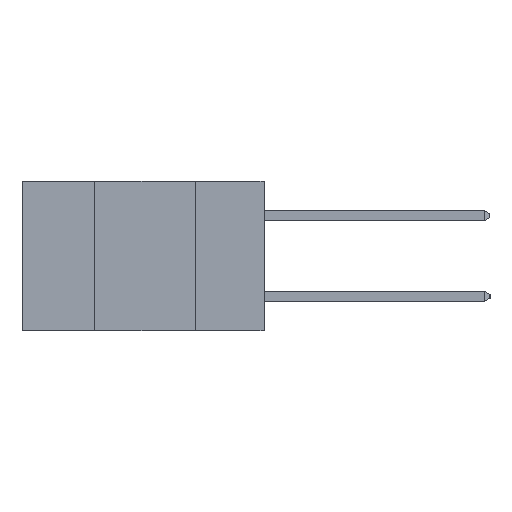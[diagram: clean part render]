
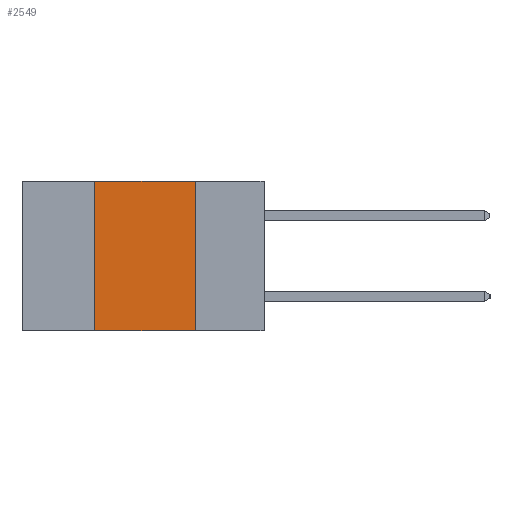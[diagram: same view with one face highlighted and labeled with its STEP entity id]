
A CAD part, left-side view. The second image highlights one B-rep face of the part: STEP entity #2549.
In plain terms, the highlighted planar face has unit normal (-1, 0, 0).
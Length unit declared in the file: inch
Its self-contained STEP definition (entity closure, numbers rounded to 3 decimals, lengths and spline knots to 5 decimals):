
#6 = PLANE ( 'NONE',  #2431 ) ;
#17 = DIRECTION ( 'NONE',  ( 1., 0., 0. ) ) ;
#417 = CARTESIAN_POINT ( 'NONE',  ( 0., 0.6, 0. ) ) ;
#681 = EDGE_LOOP ( 'NONE', ( #8991, #12231, #4141, #4849 ) ) ;
#898 = CARTESIAN_POINT ( 'NONE',  ( 0., 0.6, 0. ) ) ;
#1112 = LINE ( 'NONE', #898, #1412 ) ;
#1412 = VECTOR ( 'NONE', #7760, 39.37008 ) ;
#1811 = EDGE_CURVE ( 'NONE', #8219, #2093, #3861, .T. ) ;
#2093 = VERTEX_POINT ( 'NONE', #5869 ) ;
#2350 = CARTESIAN_POINT ( 'NONE',  ( 0., 0.42, -0.37 ) ) ;
#2418 = DIRECTION ( 'NONE',  ( 0., 0., 1. ) ) ;
#2421 = VECTOR ( 'NONE', #10793, 39.37008 ) ;
#2431 = AXIS2_PLACEMENT_3D ( 'NONE', #417, #17, #6497 ) ;
#2437 = EDGE_CURVE ( 'NONE', #8219, #8334, #8550, .T. ) ;
#2549 = ADVANCED_FACE ( 'NONE', ( #10184 ), #6, .F. ) ;
#2924 = CARTESIAN_POINT ( 'NONE',  ( 0., 0.17, -0.37 ) ) ;
#3770 = EDGE_CURVE ( 'NONE', #8334, #3811, #1112, .T. ) ;
#3811 = VERTEX_POINT ( 'NONE', #4840 ) ;
#3861 = LINE ( 'NONE', #9741, #11339 ) ;
#4141 = ORIENTED_EDGE ( 'NONE', *, *, #2437, .F. ) ;
#4434 = EDGE_CURVE ( 'NONE', #3811, #2093, #11846, .T. ) ;
#4840 = CARTESIAN_POINT ( 'NONE',  ( 0., 0.17, 0. ) ) ;
#4849 = ORIENTED_EDGE ( 'NONE', *, *, #1811, .T. ) ;
#5869 = CARTESIAN_POINT ( 'NONE',  ( 0., 0.17, -0.37 ) ) ;
#6497 = DIRECTION ( 'NONE',  ( 0., 0., -1. ) ) ;
#7760 = DIRECTION ( 'NONE',  ( 0., -1., 0. ) ) ;
#8219 = VERTEX_POINT ( 'NONE', #12383 ) ;
#8334 = VERTEX_POINT ( 'NONE', #8918 ) ;
#8550 = LINE ( 'NONE', #2350, #11033 ) ;
#8918 = CARTESIAN_POINT ( 'NONE',  ( 0., 0.42, 0. ) ) ;
#8991 = ORIENTED_EDGE ( 'NONE', *, *, #4434, .F. ) ;
#9278 = DIRECTION ( 'NONE',  ( 0., -1., 0. ) ) ;
#9741 = CARTESIAN_POINT ( 'NONE',  ( 0., 0.6, -0.37 ) ) ;
#10184 = FACE_OUTER_BOUND ( 'NONE', #681, .T. ) ;
#10793 = DIRECTION ( 'NONE',  ( 0., 0., -1. ) ) ;
#11033 = VECTOR ( 'NONE', #2418, 39.37008 ) ;
#11339 = VECTOR ( 'NONE', #9278, 39.37008 ) ;
#11846 = LINE ( 'NONE', #2924, #2421 ) ;
#12231 = ORIENTED_EDGE ( 'NONE', *, *, #3770, .F. ) ;
#12383 = CARTESIAN_POINT ( 'NONE',  ( 0., 0.42, -0.37 ) ) ;
